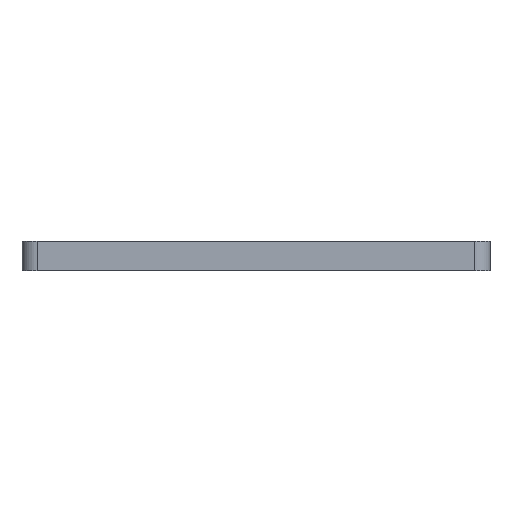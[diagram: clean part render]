
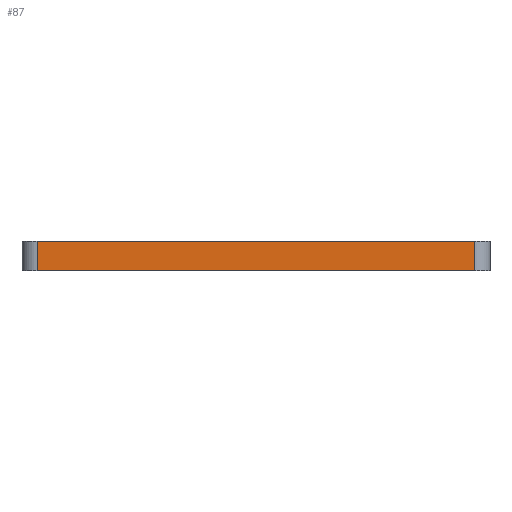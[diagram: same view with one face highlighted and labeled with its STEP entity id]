
A CAD part, front view. The second image highlights one B-rep face of the part: STEP entity #87.
In plain terms, the highlighted planar face has unit normal (0, -1, 0).
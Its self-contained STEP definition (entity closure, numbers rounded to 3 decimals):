
#60 = VERTEX_POINT('',#61);
#61 = CARTESIAN_POINT('',(-11.313,-23.27,1.545));
#68 = EDGE_CURVE('',#69,#60,#71,.T.);
#69 = VERTEX_POINT('',#70);
#70 = CARTESIAN_POINT('',(-11.313,-23.27,0.));
#71 = LINE('',#72,#73);
#72 = CARTESIAN_POINT('',(-11.313,-23.27,0.));
#73 = VECTOR('',#74,1.);
#74 = DIRECTION('',(0.,0.,1.));
#87 = ADVANCED_FACE('',(#88),#113,.F.);
#88 = FACE_BOUND('',#89,.F.);
#89 = EDGE_LOOP('',(#90,#91,#99,#107));
#90 = ORIENTED_EDGE('',*,*,#68,.T.);
#91 = ORIENTED_EDGE('',*,*,#92,.T.);
#92 = EDGE_CURVE('',#60,#93,#95,.T.);
#93 = VERTEX_POINT('',#94);
#94 = CARTESIAN_POINT('',(11.288,-23.27,1.545));
#95 = LINE('',#96,#97);
#96 = CARTESIAN_POINT('',(-11.313,-23.27,1.545));
#97 = VECTOR('',#98,1.);
#98 = DIRECTION('',(1.,0.,0.));
#99 = ORIENTED_EDGE('',*,*,#100,.F.);
#100 = EDGE_CURVE('',#101,#93,#103,.T.);
#101 = VERTEX_POINT('',#102);
#102 = CARTESIAN_POINT('',(11.288,-23.27,0.));
#103 = LINE('',#104,#105);
#104 = CARTESIAN_POINT('',(11.288,-23.27,0.));
#105 = VECTOR('',#106,1.);
#106 = DIRECTION('',(0.,0.,1.));
#107 = ORIENTED_EDGE('',*,*,#108,.F.);
#108 = EDGE_CURVE('',#69,#101,#109,.T.);
#109 = LINE('',#110,#111);
#110 = CARTESIAN_POINT('',(-11.313,-23.27,0.));
#111 = VECTOR('',#112,1.);
#112 = DIRECTION('',(1.,0.,0.));
#113 = PLANE('',#114);
#114 = AXIS2_PLACEMENT_3D('',#115,#116,#117);
#115 = CARTESIAN_POINT('',(-11.313,-23.27,0.));
#116 = DIRECTION('',(0.,1.,0.));
#117 = DIRECTION('',(1.,0.,0.));
